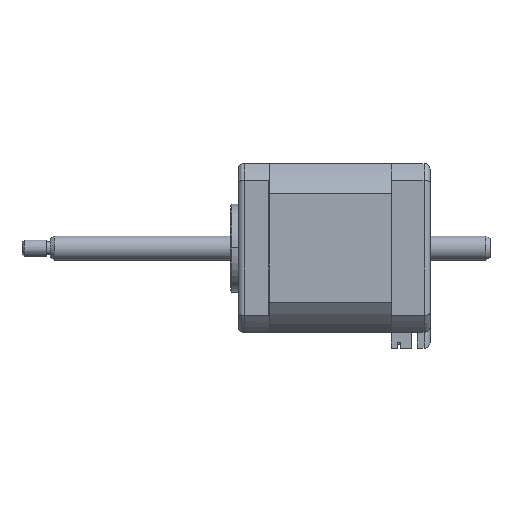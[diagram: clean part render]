
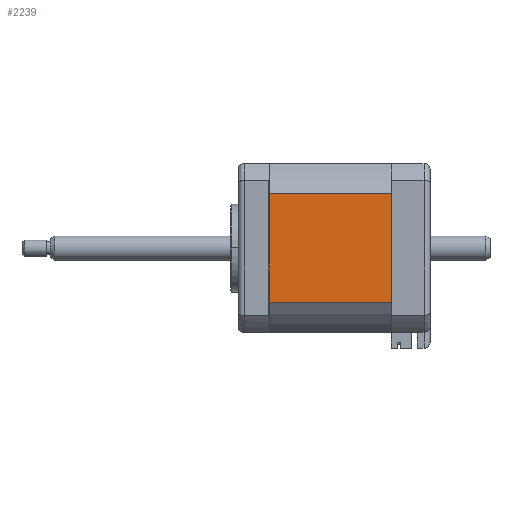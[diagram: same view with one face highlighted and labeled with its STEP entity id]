
A CAD part, top view. The second image highlights one B-rep face of the part: STEP entity #2239.
In plain terms, the highlighted planar face has unit normal (0, 0, 1).
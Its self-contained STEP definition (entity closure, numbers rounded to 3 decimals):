
#201 = LINE ( 'NONE', #5913, #4303 ) ;
#348 = DIRECTION ( 'NONE',  ( 0., -1., 0. ) ) ;
#368 = VECTOR ( 'NONE', #10440, 1000. ) ;
#891 = EDGE_LOOP ( 'NONE', ( #1419, #9053, #7684, #9203 ) ) ;
#1147 = VERTEX_POINT ( 'NONE', #3392 ) ;
#1419 = ORIENTED_EDGE ( 'NONE', *, *, #9279, .T. ) ;
#2239 = ADVANCED_FACE ( 'NONE', ( #10865 ), #9281, .F. ) ;
#2727 = LINE ( 'NONE', #4344, #368 ) ;
#2892 = AXIS2_PLACEMENT_3D ( 'NONE', #10443, #10328, #8055 ) ;
#3392 = CARTESIAN_POINT ( 'NONE',  ( 6.227, -9.122, 69.4 ) ) ;
#3716 = CARTESIAN_POINT ( 'NONE',  ( 6.227, 18.066, 69.4 ) ) ;
#3777 = VERTEX_POINT ( 'NONE', #7469 ) ;
#3833 = DIRECTION ( 'NONE',  ( -1., 0., 0. ) ) ;
#4303 = VECTOR ( 'NONE', #10277, 1000. ) ;
#4344 = CARTESIAN_POINT ( 'NONE',  ( 6.227, 18.066, 69.4 ) ) ;
#4732 = CARTESIAN_POINT ( 'NONE',  ( 6.227, -9.122, 69.4 ) ) ;
#5570 = CARTESIAN_POINT ( 'NONE',  ( -24.273, -9.122, 69.4 ) ) ;
#5913 = CARTESIAN_POINT ( 'NONE',  ( 6.227, -9.122, 69.4 ) ) ;
#6476 = LINE ( 'NONE', #4732, #8834 ) ;
#6722 = VECTOR ( 'NONE', #348, 1000. ) ;
#7108 = VERTEX_POINT ( 'NONE', #11125 ) ;
#7469 = CARTESIAN_POINT ( 'NONE',  ( -24.273, 18.066, 69.4 ) ) ;
#7684 = ORIENTED_EDGE ( 'NONE', *, *, #10216, .F. ) ;
#8055 = DIRECTION ( 'NONE',  ( -1., 0., 0. ) ) ;
#8472 = EDGE_CURVE ( 'NONE', #11305, #3777, #2727, .T. ) ;
#8834 = VECTOR ( 'NONE', #3833, 1000. ) ;
#9053 = ORIENTED_EDGE ( 'NONE', *, *, #9294, .F. ) ;
#9102 = LINE ( 'NONE', #5570, #6722 ) ;
#9203 = ORIENTED_EDGE ( 'NONE', *, *, #8472, .T. ) ;
#9279 = EDGE_CURVE ( 'NONE', #3777, #7108, #9102, .T. ) ;
#9281 = PLANE ( 'NONE',  #2892 ) ;
#9294 = EDGE_CURVE ( 'NONE', #1147, #7108, #6476, .T. ) ;
#10216 = EDGE_CURVE ( 'NONE', #11305, #1147, #201, .T. ) ;
#10277 = DIRECTION ( 'NONE',  ( 0., -1., 0. ) ) ;
#10328 = DIRECTION ( 'NONE',  ( 0., 0., -1. ) ) ;
#10440 = DIRECTION ( 'NONE',  ( -1., 0., 0. ) ) ;
#10443 = CARTESIAN_POINT ( 'NONE',  ( 6.227, -9.122, 69.4 ) ) ;
#10865 = FACE_OUTER_BOUND ( 'NONE', #891, .T. ) ;
#11125 = CARTESIAN_POINT ( 'NONE',  ( -24.273, -9.122, 69.4 ) ) ;
#11305 = VERTEX_POINT ( 'NONE', #3716 ) ;
